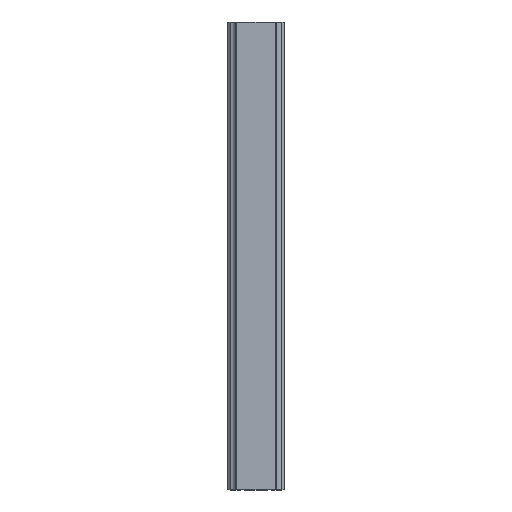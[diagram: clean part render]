
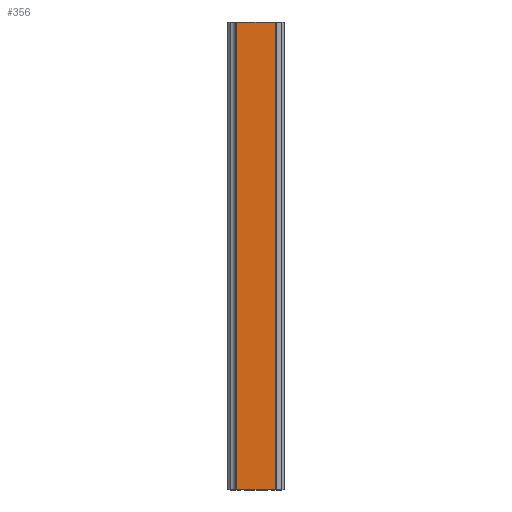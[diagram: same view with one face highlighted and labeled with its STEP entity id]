
A CAD part, top view. The second image highlights one B-rep face of the part: STEP entity #356.
In plain terms, the highlighted planar face has unit normal (0, 0, 1).
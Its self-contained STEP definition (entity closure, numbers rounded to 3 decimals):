
#356=ADVANCED_FACE('',(#737),#738,.T.);
#737=FACE_OUTER_BOUND('',#1133,.T.);
#738=PLANE('',#1134);
#1133=EDGE_LOOP('',(#2220,#2221,#2222,#2223));
#1134=AXIS2_PLACEMENT_3D('',#2224,#2225,#2226);
#2220=ORIENTED_EDGE('',*,*,#2761,.T.);
#2221=ORIENTED_EDGE('',*,*,#2850,.F.);
#2222=ORIENTED_EDGE('',*,*,#2625,.T.);
#2223=ORIENTED_EDGE('',*,*,#2848,.T.);
#2224=CARTESIAN_POINT('',(0.,230.0,26.));
#2225=DIRECTION('',(0.0,0.0,1.0));
#2226=DIRECTION('',(-1.0,0.0,0.0));
#2625=EDGE_CURVE('',#3222,#3220,#3223,.T.);
#2761=EDGE_CURVE('',#3449,#3447,#3450,.T.);
#2848=EDGE_CURVE('',#3220,#3449,#3560,.T.);
#2850=EDGE_CURVE('',#3222,#3447,#3562,.T.);
#3220=VERTEX_POINT('',#4072);
#3222=VERTEX_POINT('',#4075);
#3223=LINE('',#4076,#4077);
#3447=VERTEX_POINT('',#4389);
#3449=VERTEX_POINT('',#4392);
#3450=LINE('',#4393,#4394);
#3560=LINE('',#4542,#4543);
#3562=LINE('',#4545,#4546);
#4072=CARTESIAN_POINT('',(-9.342,230.0,26.));
#4075=CARTESIAN_POINT('',(9.342,230.0,26.));
#4076=CARTESIAN_POINT('',(9.342,230.0,26.));
#4077=VECTOR('',#4810,1.0);
#4389=CARTESIAN_POINT('',(9.342,0.0,26.));
#4392=CARTESIAN_POINT('',(-9.342,0.0,26.));
#4393=CARTESIAN_POINT('',(9.342,0.0,26.));
#4394=VECTOR('',#4966,1.0);
#4542=CARTESIAN_POINT('',(-9.342,230.0,26.));
#4543=VECTOR('',#5056,1.0);
#4545=CARTESIAN_POINT('',(9.342,230.0,26.));
#4546=VECTOR('',#5057,1.0);
#4810=DIRECTION('',(-1.0,0.0,0.0));
#4966=DIRECTION('',(1.0,0.0,0.0));
#5056=DIRECTION('',(0.0,-1.0,0.0));
#5057=DIRECTION('',(0.0,-1.0,0.0));
